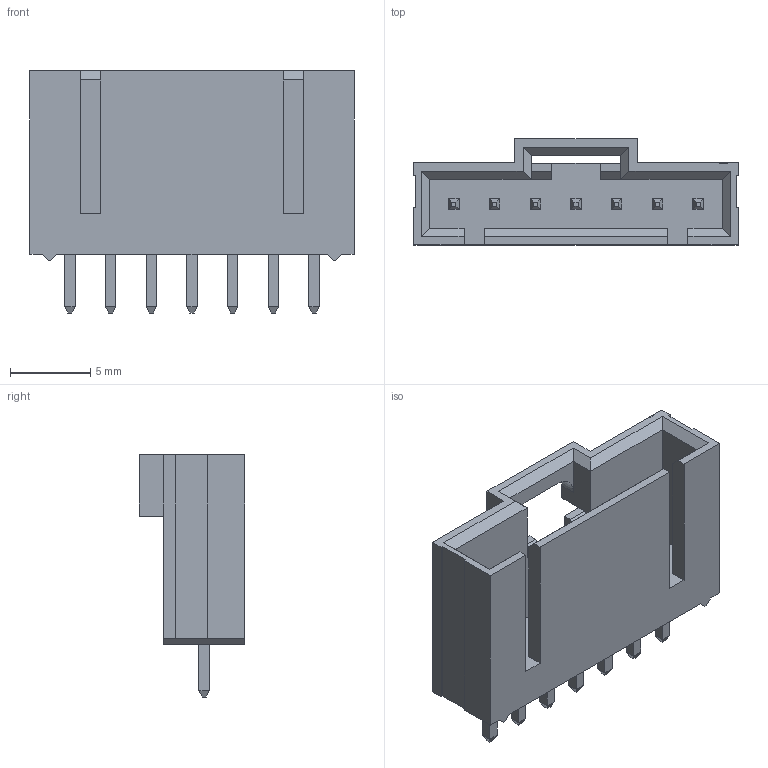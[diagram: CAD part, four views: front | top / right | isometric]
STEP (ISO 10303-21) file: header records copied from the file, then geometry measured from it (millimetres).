
FILE_DESCRIPTION((''),'2;1');
FILE_NAME('1719710007','2019-01-10T',('gga'),(''),'PRO/ENGINEER BY PARAMETRIC TECHNOLOGY CORPORATION, 2016010','PRO/ENGINEER BY PARAMETRIC TECHNOLOGY CORPORATION, 2016010','');
FILE_SCHEMA(('CONFIG_CONTROL_DESIGN'));
Length unit declared in the file: millimetre
Products named in the file (1): 1719710007
Bounding box: 20.24 x 6.6 x 15.11 mm (x, y, z)
Volume: 661.4 mm3; surface area: 1320.7 mm2
Topology: 1 solids, 1 shells, 192 faces, 480 edges, 304 vertices
Faces by surface type: plane 190, cylinder 2
Entity records: 5566 total; most frequent: CARTESIAN_POINT 961, ORIENTED_EDGE 930, DIRECTION 884, EDGE_CURVE 465, VECTOR 462, LINE 462, VERTEX_POINT 288, AXIS2_PLACEMENT_3D 211
